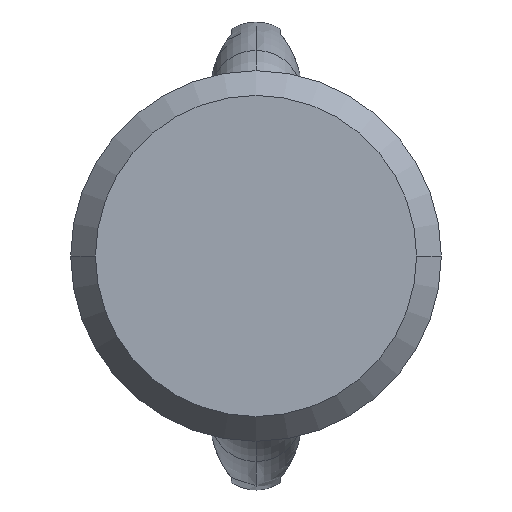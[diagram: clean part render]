
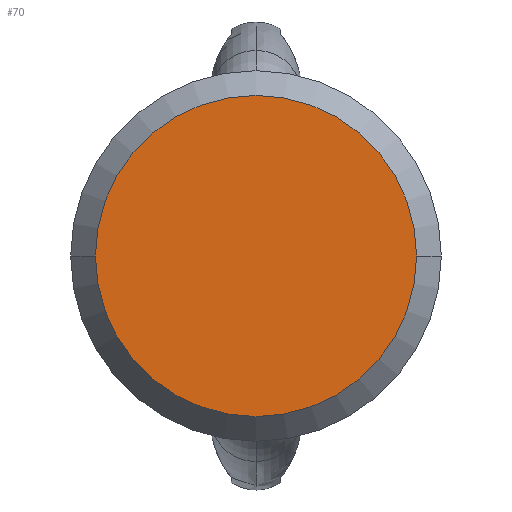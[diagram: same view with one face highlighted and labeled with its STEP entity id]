
A CAD part, front view. The second image highlights one B-rep face of the part: STEP entity #70.
In plain terms, the highlighted planar face has unit normal (0, -1, 0).
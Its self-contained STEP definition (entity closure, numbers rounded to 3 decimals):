
#1=CARTESIAN_POINT('',(0.,0.,0.));
#2=DIRECTION('',(0.,1.,0.));
#3=DIRECTION('',(1.,0.,0.));
#4=AXIS2_PLACEMENT_3D('',#1,#2,#3);
#19=CARTESIAN_POINT('',(0.,0.,0.));
#20=DIRECTION('',(0.,1.,0.));
#21=DIRECTION('',(-1.,0.,0.));
#22=AXIS2_PLACEMENT_3D('',#19,#20,#21);
#51=CARTESIAN_POINT('',(-19.5,0.,0.));
#52=CARTESIAN_POINT('',(19.5,0.,0.));
#53=VERTEX_POINT('',#51);
#54=VERTEX_POINT('',#52);
#59=CARTESIAN_POINT('',(0.,0.,0.));
#60=DIRECTION('',(0.,1.,0.));
#61=DIRECTION('',(1.,0.,0.));
#62=AXIS2_PLACEMENT_3D('',#59,#60,#61);
#63=PLANE('',#62);
#65=ORIENTED_EDGE('',*,*,#64,.T.);
#67=ORIENTED_EDGE('',*,*,#66,.T.);
#68=EDGE_LOOP('',(#65,#67));
#69=FACE_OUTER_BOUND('',#68,.F.);
#70=ADVANCED_FACE('',(#69),#63,.F.);
#5=CIRCLE('',#4,19.5);
#23=CIRCLE('',#22,19.5);
#64=EDGE_CURVE('',#54,#53,#5,.T.);
#66=EDGE_CURVE('',#53,#54,#23,.T.);
